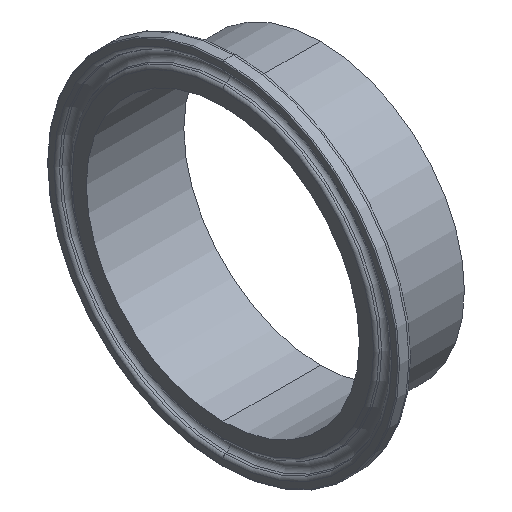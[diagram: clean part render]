
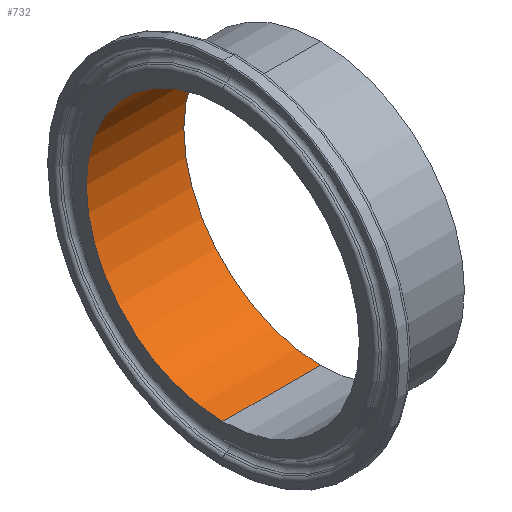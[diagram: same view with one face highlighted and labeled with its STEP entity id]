
A CAD part, isometric view. The second image highlights one B-rep face of the part: STEP entity #732.
In plain terms, the highlighted cylindrical face has radius 30.1 mm (diameter 60.2 mm), a partial arc.
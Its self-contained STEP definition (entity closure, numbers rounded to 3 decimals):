
#13 = ORIENTED_EDGE ( 'NONE', *, *, #70, .F. ) ;
#15 = VECTOR ( 'NONE', #358, 1000. ) ;
#45 = ORIENTED_EDGE ( 'NONE', *, *, #721, .F. ) ;
#70 = EDGE_CURVE ( 'NONE', #106, #627, #713, .T. ) ;
#71 = DIRECTION ( 'NONE',  ( 0., 0., 1. ) ) ;
#77 = CARTESIAN_POINT ( 'NONE',  ( 0., 0., -30.1 ) ) ;
#86 = DIRECTION ( 'NONE',  ( -1., 0., 0. ) ) ;
#106 = VERTEX_POINT ( 'NONE', #545 ) ;
#121 = DIRECTION ( 'NONE',  ( -1., 0., 0. ) ) ;
#151 = ORIENTED_EDGE ( 'NONE', *, *, #707, .T. ) ;
#153 = ORIENTED_EDGE ( 'NONE', *, *, #299, .T. ) ;
#154 = AXIS2_PLACEMENT_3D ( 'NONE', #235, #121, #71 ) ;
#163 = CARTESIAN_POINT ( 'NONE',  ( 21.5, 0., 30.1 ) ) ;
#235 = CARTESIAN_POINT ( 'NONE',  ( 0., 0., 0. ) ) ;
#240 = CARTESIAN_POINT ( 'NONE',  ( 0., 0., 30.1 ) ) ;
#299 = EDGE_CURVE ( 'NONE', #730, #627, #693, .T. ) ;
#315 = EDGE_LOOP ( 'NONE', ( #13, #45, #151, #153 ) ) ;
#318 = VECTOR ( 'NONE', #86, 1000. ) ;
#340 = CARTESIAN_POINT ( 'NONE',  ( 0., 0., -30.1 ) ) ;
#352 = DIRECTION ( 'NONE',  ( -1., 0., 0. ) ) ;
#355 = FACE_OUTER_BOUND ( 'NONE', #315, .T. ) ;
#358 = DIRECTION ( 'NONE',  ( -1., 0., 0. ) ) ;
#438 = VERTEX_POINT ( 'NONE', #163 ) ;
#471 = CARTESIAN_POINT ( 'NONE',  ( 0., 0., 30.1 ) ) ;
#490 = CARTESIAN_POINT ( 'NONE',  ( 0., 0., 0. ) ) ;
#503 = AXIS2_PLACEMENT_3D ( 'NONE', #580, #352, #638 ) ;
#539 = DIRECTION ( 'NONE',  ( -1., 0., 0. ) ) ;
#545 = CARTESIAN_POINT ( 'NONE',  ( 21.5, 0., -30.1 ) ) ;
#580 = CARTESIAN_POINT ( 'NONE',  ( 21.5, 0., 0. ) ) ;
#584 = LINE ( 'NONE', #471, #15 ) ;
#627 = VERTEX_POINT ( 'NONE', #340 ) ;
#638 = DIRECTION ( 'NONE',  ( 0., 0., 1. ) ) ;
#647 = CYLINDRICAL_SURFACE ( 'NONE', #154, 30.1 ) ;
#651 = AXIS2_PLACEMENT_3D ( 'NONE', #490, #539, #653 ) ;
#653 = DIRECTION ( 'NONE',  ( 0., 0., 1. ) ) ;
#674 = CIRCLE ( 'NONE', #503, 30.1 ) ;
#693 = CIRCLE ( 'NONE', #651, 30.1 ) ;
#707 = EDGE_CURVE ( 'NONE', #438, #730, #584, .T. ) ;
#713 = LINE ( 'NONE', #77, #318 ) ;
#721 = EDGE_CURVE ( 'NONE', #438, #106, #674, .T. ) ;
#730 = VERTEX_POINT ( 'NONE', #240 ) ;
#732 = ADVANCED_FACE ( 'NONE', ( #355 ), #647, .F. ) ;
